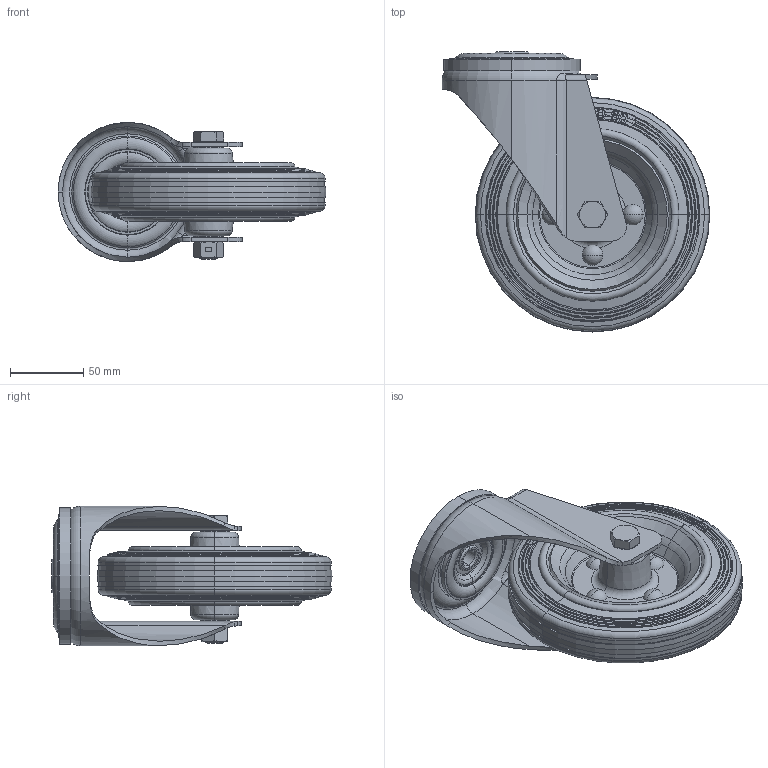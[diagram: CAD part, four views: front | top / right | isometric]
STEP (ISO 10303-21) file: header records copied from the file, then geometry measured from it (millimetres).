
FILE_DESCRIPTION (( 'STEP AP214' ), '1' );
FILE_NAME ('0056338.step', '2023-10-20T10:19:09', ( '' ), ( '' ), 'SwSTEP 2.0', 'SolidWorks 2020', '' );
FILE_SCHEMA (( 'AUTOMOTIVE_DESIGN' ));
Length unit declared in the file: millimetre
Products named in the file (1): 0056338
Bounding box: 182.5 x 191 x 95 mm (x, y, z)
Volume: 645655.6 mm3; surface area: 209375.5 mm2
Topology: 32 solids, 33 shells, 653 faces, 1440 edges, 840 vertices
Faces by surface type: torus 170, cone 155, plane 138, cylinder 89, bspline 77, sphere 24
Entity records: 29069 total; most frequent: CARTESIAN_POINT 7708, DIRECTION 2978, ORIENTED_EDGE 2752, EDGE_CURVE 1376, AXIS2_PLACEMENT_3D 1299, VERTEX_POINT 816, EDGE_LOOP 732, CIRCLE 722
